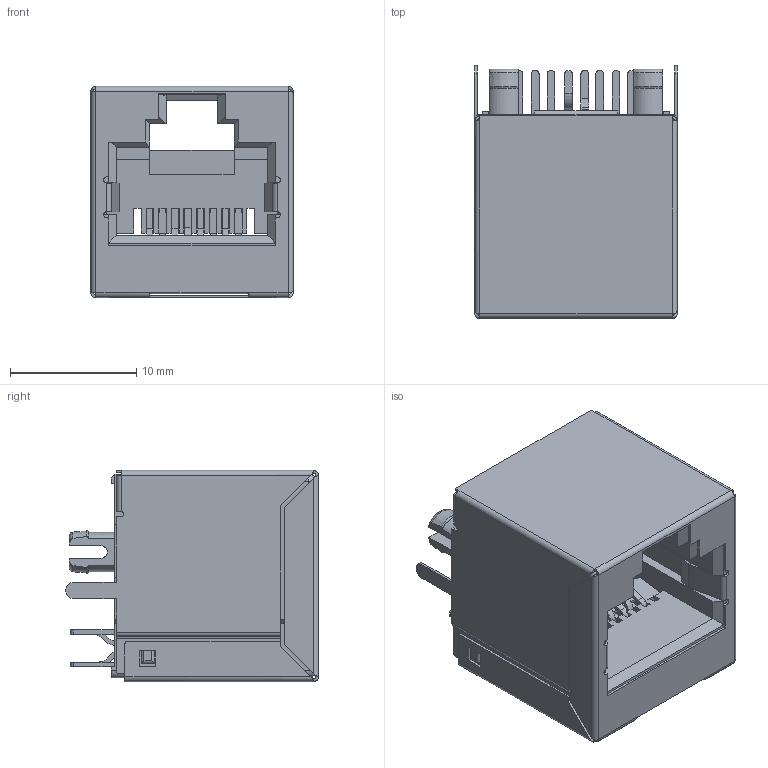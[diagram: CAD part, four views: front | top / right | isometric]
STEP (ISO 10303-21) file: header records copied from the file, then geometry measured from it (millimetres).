
FILE_DESCRIPTION(/* description */ ('Unknown'),/* implementation_level */ '2;1');
FILE_NAME(/* name */ '615008160421',/* time_stamp */ '2019-08-22T09:46:13+02:00',/* author */ ('Unknown'),/* organization */ ('Unknown'),/* preprocessor_version */ 'ST-DEVELOPER v16.7',/* originating_system */ 'DEX',/* authorisation */ $);
FILE_SCHEMA (('AUTOMOTIVE_DESIGN {1 0 10303 214 3 1 1}'));
Length unit declared in the file: millimetre
Products named in the file (16): 615008160421; 615008160421_Housing; 615008160421_insert_complet; 615008160421_insert_bas; 615008160421_Insert_bas; 615008160421_pin_1_bas; 615008160421_pin_U_bas; 615008160421_pin_2_bas; 615008160421_pin_3_bas; 615008160421_insert_haut; 615008160421_Insert_haut; 615008160421_pin_U_haut; 615008160421_pin_1_haut; 615008160421_pin_2_haut; 615008160421_pin_3_haut; 615008160421_Shielding
Assembly tree (15 placements, depth 4):
  615008160421
    615008160421_Housing
    615008160421_insert_complet
      615008160421_insert_bas
        615008160421_Insert_bas
        615008160421_pin_1_bas
        615008160421_pin_U_bas
        615008160421_pin_2_bas
        615008160421_pin_3_bas
      615008160421_insert_haut
        615008160421_Insert_haut
        615008160421_pin_U_haut
        615008160421_pin_1_haut
        615008160421_pin_2_haut
        615008160421_pin_3_haut
    615008160421_Shielding
Bounding box: 16 x 20 x 16.7 mm (x, y, z)
Volume: 2244.1 mm3; surface area: 7206.5 mm2
Topology: 12 solids, 12 shells, 1041 faces, 2921 edges, 1904 vertices
Faces by surface type: plane 819, cylinder 194, torus 12, bspline 10, cone 4, sphere 2
Full cylindrical faces by diameter (mm): 0.9 x12, 1 x4, 1.1 x24
Entity records: 34838 total; most frequent: CARTESIAN_POINT 6096, ORIENTED_EDGE 5720, DIRECTION 5320, EDGE_CURVE 2860, LINE 2376, VECTOR 2376, VERTEX_POINT 1885, AXIS2_PLACEMENT_3D 1472
